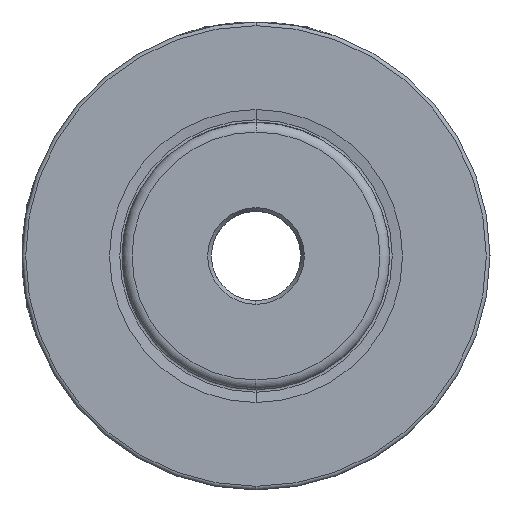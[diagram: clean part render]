
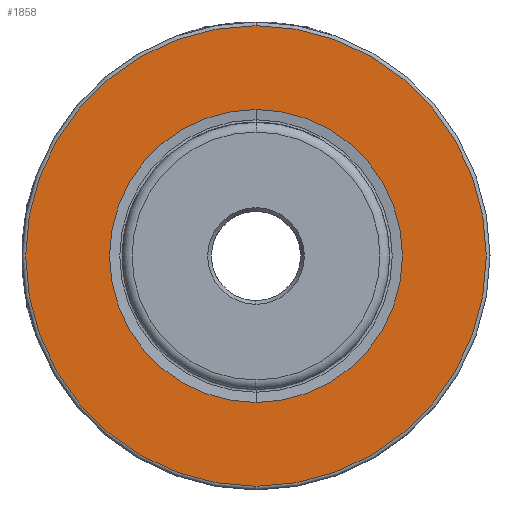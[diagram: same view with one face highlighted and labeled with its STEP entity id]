
A CAD part, left-side view. The second image highlights one B-rep face of the part: STEP entity #1858.
In plain terms, the highlighted planar face has unit normal (-1, 0, 0).
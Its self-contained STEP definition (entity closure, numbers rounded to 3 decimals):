
#158 = EDGE_CURVE ( 'NONE', #700, #1231, #2143, .T. ) ;
#167 = CIRCLE ( 'NONE', #1700, 19.715 ) ;
#317 = DIRECTION ( 'NONE',  ( 1., 0., 0. ) ) ;
#551 = FACE_BOUND ( 'NONE', #2442, .T. ) ;
#672 = AXIS2_PLACEMENT_3D ( 'NONE', #1495, #3744, #1818 ) ;
#700 = VERTEX_POINT ( 'NONE', #1377 ) ;
#1034 = VERTEX_POINT ( 'NONE', #4145 ) ;
#1106 = EDGE_CURVE ( 'NONE', #1527, #1034, #167, .T. ) ;
#1140 = AXIS2_PLACEMENT_3D ( 'NONE', #1289, #317, #2227 ) ;
#1225 = ORIENTED_EDGE ( 'NONE', *, *, #158, .T. ) ;
#1231 = VERTEX_POINT ( 'NONE', #3810 ) ;
#1289 = CARTESIAN_POINT ( 'NONE',  ( 0., 19.715, 0. ) ) ;
#1377 = CARTESIAN_POINT ( 'NONE',  ( 0., 0., 31. ) ) ;
#1495 = CARTESIAN_POINT ( 'NONE',  ( 0., 0., 0. ) ) ;
#1527 = VERTEX_POINT ( 'NONE', #2042 ) ;
#1548 = AXIS2_PLACEMENT_3D ( 'NONE', #3816, #1568, #3494 ) ;
#1568 = DIRECTION ( 'NONE',  ( -1., 0., 0. ) ) ;
#1588 = PLANE ( 'NONE',  #1140 ) ;
#1700 = AXIS2_PLACEMENT_3D ( 'NONE', #2056, #2381, #1743 ) ;
#1743 = DIRECTION ( 'NONE',  ( 0., 0., 1. ) ) ;
#1806 = DIRECTION ( 'NONE',  ( -1., 0., 0. ) ) ;
#1818 = DIRECTION ( 'NONE',  ( 0., 0., 1. ) ) ;
#1858 = ADVANCED_FACE ( 'NONE', ( #551, #3846 ), #1588, .F. ) ;
#1889 = EDGE_CURVE ( 'NONE', #1231, #700, #3758, .T. ) ;
#1968 = ORIENTED_EDGE ( 'NONE', *, *, #3480, .F. ) ;
#2042 = CARTESIAN_POINT ( 'NONE',  ( 0., 0., -19.715 ) ) ;
#2056 = CARTESIAN_POINT ( 'NONE',  ( 0., 0., 0. ) ) ;
#2143 = CIRCLE ( 'NONE', #3495, 31. ) ;
#2163 = CIRCLE ( 'NONE', #672, 19.715 ) ;
#2227 = DIRECTION ( 'NONE',  ( 0., 0., -1. ) ) ;
#2381 = DIRECTION ( 'NONE',  ( -1., 0., 0. ) ) ;
#2442 = EDGE_LOOP ( 'NONE', ( #1968, #2621 ) ) ;
#2621 = ORIENTED_EDGE ( 'NONE', *, *, #1106, .F. ) ;
#2849 = EDGE_LOOP ( 'NONE', ( #1225, #4128 ) ) ;
#3480 = EDGE_CURVE ( 'NONE', #1034, #1527, #2163, .T. ) ;
#3494 = DIRECTION ( 'NONE',  ( 0., 0., 1. ) ) ;
#3495 = AXIS2_PLACEMENT_3D ( 'NONE', #4048, #1806, #3733 ) ;
#3733 = DIRECTION ( 'NONE',  ( 0., 0., 1. ) ) ;
#3744 = DIRECTION ( 'NONE',  ( -1., 0., 0. ) ) ;
#3758 = CIRCLE ( 'NONE', #1548, 31. ) ;
#3810 = CARTESIAN_POINT ( 'NONE',  ( 0., 0., -31. ) ) ;
#3816 = CARTESIAN_POINT ( 'NONE',  ( 0., 0., 0. ) ) ;
#3846 = FACE_OUTER_BOUND ( 'NONE', #2849, .T. ) ;
#4048 = CARTESIAN_POINT ( 'NONE',  ( 0., 0., 0. ) ) ;
#4128 = ORIENTED_EDGE ( 'NONE', *, *, #1889, .T. ) ;
#4145 = CARTESIAN_POINT ( 'NONE',  ( 0., 0., 19.715 ) ) ;
